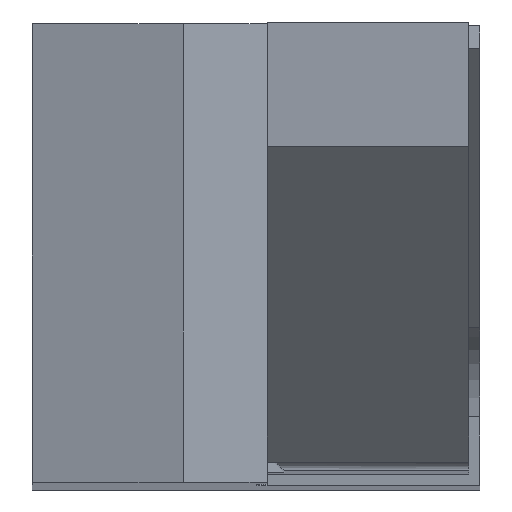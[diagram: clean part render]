
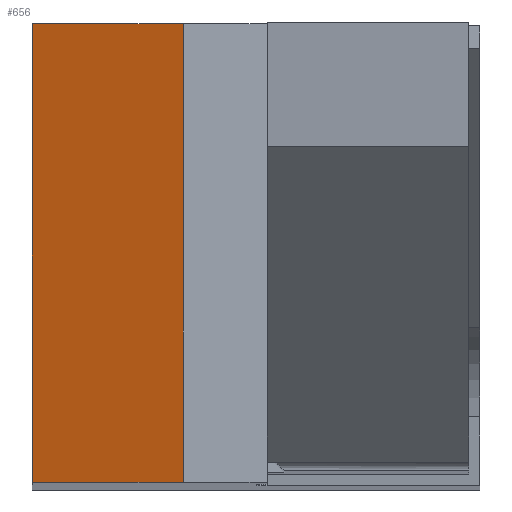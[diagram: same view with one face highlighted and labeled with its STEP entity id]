
A CAD part, top view. The second image highlights one B-rep face of the part: STEP entity #656.
In plain terms, the highlighted planar face has unit normal (-0.342, 0, 0.94).
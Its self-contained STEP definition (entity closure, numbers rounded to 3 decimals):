
#70 = CARTESIAN_POINT ( 'NONE',  ( 2.7, 109.22, 0. ) ) ;
#100 = CARTESIAN_POINT ( 'NONE',  ( 0., 0., -0.983 ) ) ;
#105 = VECTOR ( 'NONE', #631, 1000. ) ;
#229 = AXIS2_PLACEMENT_3D ( 'NONE', #70, #677, #1061 ) ;
#314 = ORIENTED_EDGE ( 'NONE', *, *, #891, .F. ) ;
#353 = VERTEX_POINT ( 'NONE', #792 ) ;
#363 = ORIENTED_EDGE ( 'NONE', *, *, #1063, .F. ) ;
#439 = CARTESIAN_POINT ( 'NONE',  ( 0., 0., -0.983 ) ) ;
#463 = EDGE_CURVE ( 'NONE', #664, #353, #646, .T. ) ;
#513 = VECTOR ( 'NONE', #530, 1000. ) ;
#530 = DIRECTION ( 'NONE',  ( 0., 1., 0. ) ) ;
#631 = DIRECTION ( 'NONE',  ( 0.94, 0., 0.342 ) ) ;
#646 = LINE ( 'NONE', #100, #513 ) ;
#656 = ADVANCED_FACE ( 'NONE', ( #963 ), #1690, .T. ) ;
#664 = VERTEX_POINT ( 'NONE', #439 ) ;
#677 = DIRECTION ( 'NONE',  ( -0.342, 0., 0.94 ) ) ;
#713 = EDGE_LOOP ( 'NONE', ( #363, #737, #1459, #314 ) ) ;
#735 = CARTESIAN_POINT ( 'NONE',  ( -25.396, 0., -10.226 ) ) ;
#737 = ORIENTED_EDGE ( 'NONE', *, *, #463, .F. ) ;
#782 = LINE ( 'NONE', #922, #787 ) ;
#787 = VECTOR ( 'NONE', #1407, 1000. ) ;
#792 = CARTESIAN_POINT ( 'NONE',  ( 0., 8.2, -0.983 ) ) ;
#879 = LINE ( 'NONE', #882, #105 ) ;
#882 = CARTESIAN_POINT ( 'NONE',  ( -25.396, 8.2, -10.226 ) ) ;
#891 = EDGE_CURVE ( 'NONE', #1436, #1384, #782, .T. ) ;
#922 = CARTESIAN_POINT ( 'NONE',  ( 2.7, 109.22, 0. ) ) ;
#963 = FACE_OUTER_BOUND ( 'NONE', #713, .T. ) ;
#1061 = DIRECTION ( 'NONE',  ( 0.94, 0., 0.342 ) ) ;
#1063 = EDGE_CURVE ( 'NONE', #353, #1436, #879, .T. ) ;
#1106 = DIRECTION ( 'NONE',  ( -0.94, 0., -0.342 ) ) ;
#1136 = EDGE_CURVE ( 'NONE', #1384, #664, #1325, .T. ) ;
#1148 = CARTESIAN_POINT ( 'NONE',  ( 2.7, 0., 0. ) ) ;
#1314 = VECTOR ( 'NONE', #1106, 1000. ) ;
#1325 = LINE ( 'NONE', #735, #1314 ) ;
#1384 = VERTEX_POINT ( 'NONE', #1148 ) ;
#1407 = DIRECTION ( 'NONE',  ( 0., -1., 0. ) ) ;
#1436 = VERTEX_POINT ( 'NONE', #1670 ) ;
#1459 = ORIENTED_EDGE ( 'NONE', *, *, #1136, .F. ) ;
#1670 = CARTESIAN_POINT ( 'NONE',  ( 2.7, 8.2, 0. ) ) ;
#1690 = PLANE ( 'NONE',  #229 ) ;
